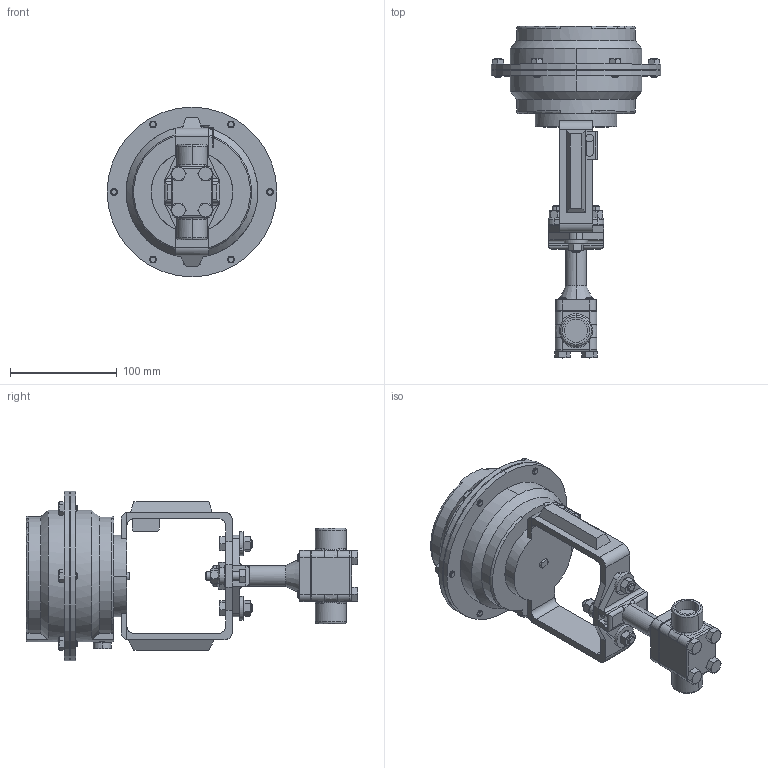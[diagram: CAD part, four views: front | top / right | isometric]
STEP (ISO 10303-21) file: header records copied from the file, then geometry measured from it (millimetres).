
FILE_DESCRIPTION (( 'STEP AP203' ), '1' );
FILE_NAME ('708-050-CS+S6-SW-14M.STEP', '2017-09-13T15:17:37', ( '' ), ( '' ), 'SwSTEP 2.0', 'SolidWorks 2014', '' );
FILE_SCHEMA (( 'CONFIG_CONTROL_DESIGN' ));
Length unit declared in the file: inch
Products named in the file (1): 708-050-CS+S6-SW-14M
Bounding box: 158.75 x 310.48 x 158.75 mm (x, y, z)
Volume: 1322354.4 mm3; surface area: 142211.9 mm2
Topology: 3 solids, 3 shells, 766 faces, 1877 edges, 1164 vertices
Faces by surface type: plane 331, cone 169, cylinder 150, bspline 80, torus 36
Entity records: 30419 total; most frequent: CARTESIAN_POINT 13095, ORIENTED_EDGE 3746, DIRECTION 3319, EDGE_CURVE 1873, AXIS2_PLACEMENT_3D 1221, VERTEX_POINT 1164, VECTOR 877, LINE 877
